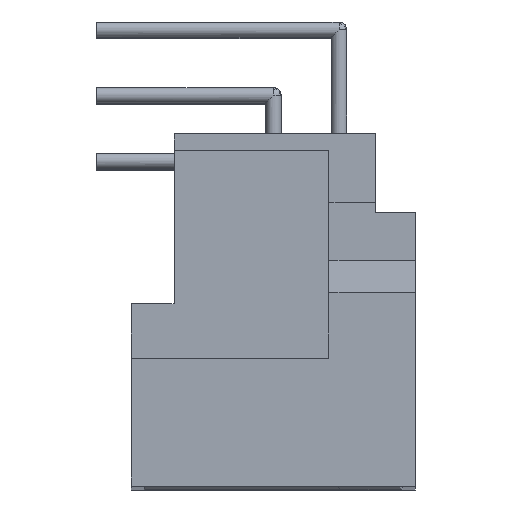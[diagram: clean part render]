
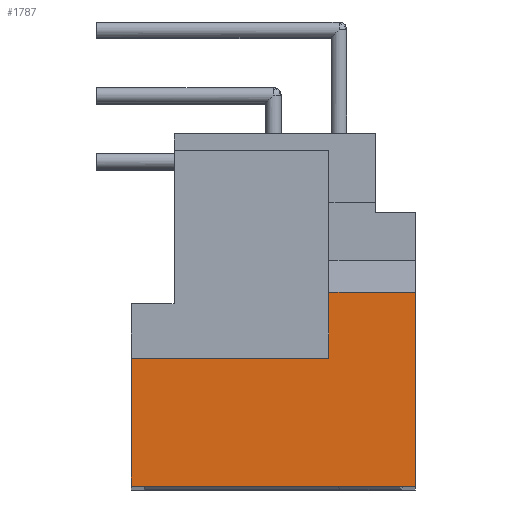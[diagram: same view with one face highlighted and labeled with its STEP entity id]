
A CAD part, top view. The second image highlights one B-rep face of the part: STEP entity #1787.
In plain terms, the highlighted planar face has unit normal (0, 0, 1).
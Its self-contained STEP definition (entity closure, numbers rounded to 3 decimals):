
#634=LINE('',#8721,#866);
#637=LINE('',#8728,#869);
#706=LINE('',#9019,#938);
#708=LINE('',#9023,#940);
#710=LINE('',#9027,#942);
#711=LINE('',#9029,#943);
#866=VECTOR('',#6966,1.);
#869=VECTOR('',#6971,1.);
#938=VECTOR('',#7176,1.);
#940=VECTOR('',#7180,1.);
#942=VECTOR('',#7184,1.);
#943=VECTOR('',#7185,1.);
#1254=PLANE('',#5901);
#1457=FACE_OUTER_BOUND('',#2824,.T.);
#1787=ADVANCED_FACE('',(#1457),#1254,.T.);
#2824=EDGE_LOOP('',(#3685,#3686,#3687,#3688,#3689,#3690));
#3685=ORIENTED_EDGE('',*,*,#4862,.T.);
#3686=ORIENTED_EDGE('',*,*,#4860,.F.);
#3687=ORIENTED_EDGE('',*,*,#4758,.F.);
#3688=ORIENTED_EDGE('',*,*,#4761,.F.);
#3689=ORIENTED_EDGE('',*,*,#4864,.T.);
#3690=ORIENTED_EDGE('',*,*,#4865,.T.);
#4293=VERTEX_POINT('',#8720);
#4294=VERTEX_POINT('',#8722);
#4296=VERTEX_POINT('',#8727);
#4367=VERTEX_POINT('',#9020);
#4368=VERTEX_POINT('',#9024);
#4369=VERTEX_POINT('',#9028);
#4758=EDGE_CURVE('',#4293,#4294,#634,.T.);
#4761=EDGE_CURVE('',#4296,#4293,#637,.T.);
#4860=EDGE_CURVE('',#4294,#4367,#706,.T.);
#4862=EDGE_CURVE('',#4368,#4367,#708,.T.);
#4864=EDGE_CURVE('',#4296,#4369,#710,.T.);
#4865=EDGE_CURVE('',#4369,#4368,#711,.T.);
#5901=AXIS2_PLACEMENT_3D('',#9030,#7186,#7187);
#6966=DIRECTION('',(-1.,0.,0.));
#6971=DIRECTION('',(0.,-1.,0.));
#7176=DIRECTION('',(0.,1.,0.));
#7180=DIRECTION('',(-1.,0.,0.));
#7184=DIRECTION('',(-1.,0.,0.));
#7185=DIRECTION('',(0.,-1.,0.));
#7186=DIRECTION('',(0.,0.,1.));
#7187=DIRECTION('',(1.,0.,0.));
#8720=CARTESIAN_POINT('',(5.5,0.,87.5));
#8721=CARTESIAN_POINT('',(5.5,0.,87.5));
#8722=CARTESIAN_POINT('',(-5.5,0.,87.5));
#8727=CARTESIAN_POINT('',(5.5,7.502,87.5));
#8728=CARTESIAN_POINT('',(5.5,7.502,87.5));
#9019=CARTESIAN_POINT('',(-5.5,0.,87.5));
#9020=CARTESIAN_POINT('',(-5.5,4.95,87.5));
#9023=CARTESIAN_POINT('',(2.15,4.95,87.5));
#9024=CARTESIAN_POINT('',(2.15,4.95,87.5));
#9027=CARTESIAN_POINT('',(5.5,7.502,87.5));
#9028=CARTESIAN_POINT('',(2.15,7.502,87.5));
#9029=CARTESIAN_POINT('',(2.15,7.502,87.5));
#9030=CARTESIAN_POINT('',(-6.05,-0.55,87.5));
